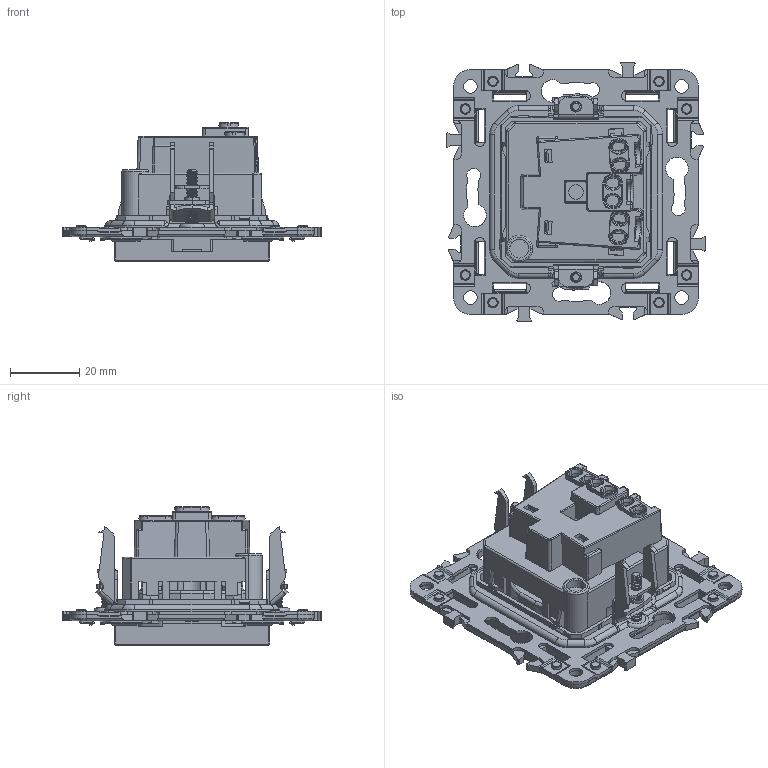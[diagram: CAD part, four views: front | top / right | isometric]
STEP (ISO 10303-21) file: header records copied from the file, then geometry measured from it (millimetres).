
FILE_DESCRIPTION (( 'STEP AP203' ), '1' );
FILE_NAME ('SK-R10-10 SKANDY Ðîç. áåç ç.ê.ø 10À SK-R02 IEK.STEP', '2024-06-13T19:29:40', ( '' ), ( '' ), 'SwSTEP 2.0', 'SolidWorks 2022', '' );
FILE_SCHEMA (( 'CONFIG_CONTROL_DESIGN' ));
Products named in the file (1): SK-R10-10 SKANDY Роз. без з.к.ш 10А SK-R02 IEK
Bounding box: 74.7 x 74.7 x 39.95 mm (x, y, z)
Volume: 27388.4 mm3; surface area: 49244.5 mm2
Topology: 18 solids, 18 shells, 3592 faces, 9965 edges, 6380 vertices
Faces by surface type: plane 2021, cylinder 1156, torus 144, bspline 135, cone 112, sphere 24
Entity records: 143106 total; most frequent: CARTESIAN_POINT 52630, ORIENTED_EDGE 19892, DIRECTION 17765, EDGE_CURVE 9946, LINE 6693, VECTOR 6693, VERTEX_POINT 6378, AXIS2_PLACEMENT_3D 5536
